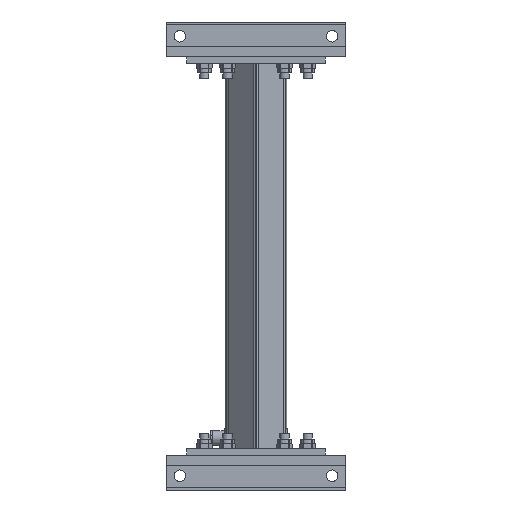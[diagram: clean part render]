
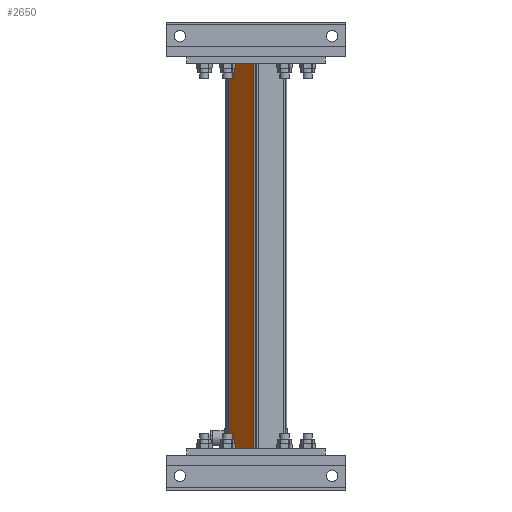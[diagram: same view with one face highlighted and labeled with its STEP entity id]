
A CAD part, left-side view. The second image highlights one B-rep face of the part: STEP entity #2650.
In plain terms, the highlighted face is planar.
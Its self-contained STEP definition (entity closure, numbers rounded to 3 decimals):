
#2650=ADVANCED_FACE('',(#4871),#4872,.T.);
#4871=FACE_OUTER_BOUND('',#7368,.T.);
#4872=PLANE('',#7369);
#7368=EDGE_LOOP('',(#10399,#10400,#10401,#10402));
#7369=AXIS2_PLACEMENT_3D('',#10403,#10404,#10405);
#10399=ORIENTED_EDGE('',*,*,#14985,.T.);
#10400=ORIENTED_EDGE('',*,*,#14220,.F.);
#10401=ORIENTED_EDGE('',*,*,#14986,.T.);
#10402=ORIENTED_EDGE('',*,*,#14987,.T.);
#10403=CARTESIAN_POINT('',(50.,0.,0.));
#10404=DIRECTION('',(1.,0.,0.));
#10405=DIRECTION('',(0.,1.,0.));
#14220=EDGE_CURVE('',#16183,#16178,#16185,.T.);
#14985=EDGE_CURVE('',#17449,#16178,#17450,.T.);
#14986=EDGE_CURVE('',#16183,#17451,#17452,.T.);
#14987=EDGE_CURVE('',#17451,#17449,#17453,.T.);
#16178=VERTEX_POINT('',#19034);
#16183=VERTEX_POINT('',#19040);
#16185=LINE('',#19042,#19043);
#17449=VERTEX_POINT('',#22073);
#17450=LINE('',#22074,#22075);
#17451=VERTEX_POINT('',#22076);
#17452=LINE('',#22077,#22078);
#17453=LINE('',#22079,#22080);
#19034=CARTESIAN_POINT('',(50.,-41.,835.));
#19040=CARTESIAN_POINT('',(50.,-41.,0.));
#19042=CARTESIAN_POINT('',(50.,-41.,0.));
#19043=VECTOR('',#25726,1.);
#22073=CARTESIAN_POINT('',(50.,41.,835.));
#22074=CARTESIAN_POINT('',(50.,-41.,835.));
#22075=VECTOR('',#26553,1.);
#22076=CARTESIAN_POINT('',(50.,41.,0.));
#22077=CARTESIAN_POINT('',(50.,-41.,0.));
#22078=VECTOR('',#26554,1.);
#22079=CARTESIAN_POINT('',(50.,41.,0.));
#22080=VECTOR('',#26555,1.);
#25726=DIRECTION('',(0.,0.,1.));
#26553=DIRECTION('',(0.,-1.,0.));
#26554=DIRECTION('',(0.,1.,0.));
#26555=DIRECTION('',(0.,0.,1.));
